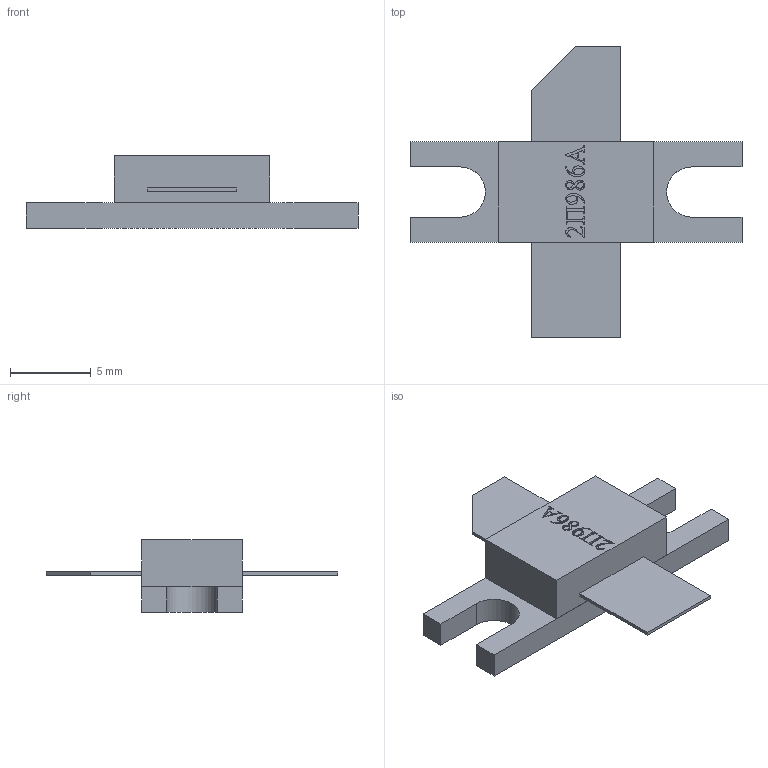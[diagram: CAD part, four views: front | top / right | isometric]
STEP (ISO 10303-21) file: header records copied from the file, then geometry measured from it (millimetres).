
FILE_DESCRIPTION(('STEP AP214'), '1');
FILE_NAME('2Ï986À', '', ('UNSPECIFIED'), ('UNSPECIFIED'), 'ASCON STEP Converter 1.6', 'ASCON Math Kernel', '');
FILE_SCHEMA(('AUTOMOTIVE_DESIGN { 1 0 10303 214 3 1 1}'));
Length unit declared in the file: millimetre
Bounding box: 20.5 x 18 x 4.5 mm (x, y, z)
Volume: 345.3 mm3; surface area: 653.6 mm2
Topology: 2 solids, 2 shells, 342 faces, 975 edges, 650 vertices
Faces by surface type: cylinder 199, plane 143
Entity records: 14083 total; most frequent: DIRECTION 2059, CARTESIAN_POINT 1968, ORIENTED_EDGE 1950, EDGE_CURVE 975, AXIS2_PLACEMENT_3D 741, VERTEX_POINT 650, LINE 577, VECTOR 577
